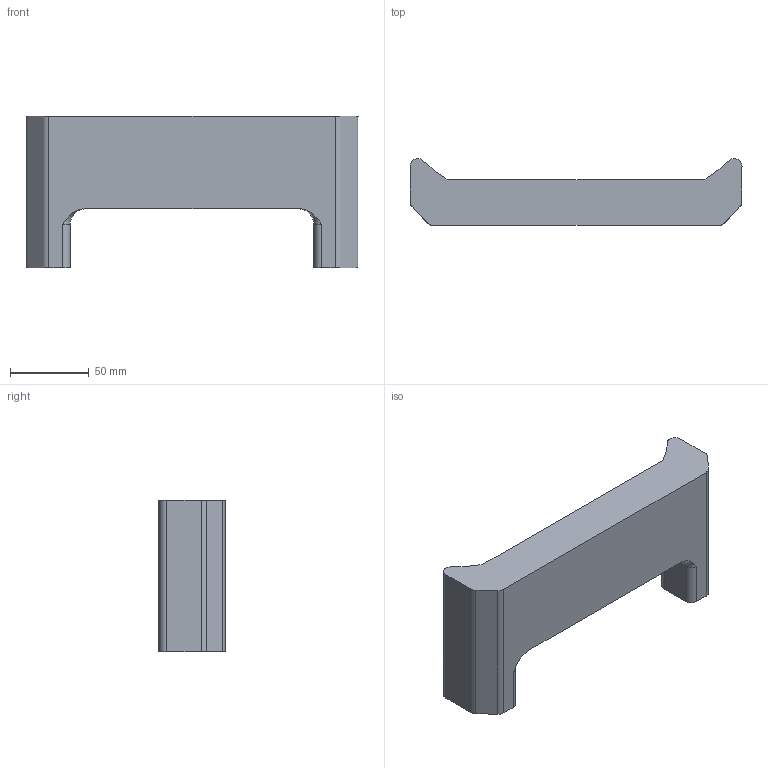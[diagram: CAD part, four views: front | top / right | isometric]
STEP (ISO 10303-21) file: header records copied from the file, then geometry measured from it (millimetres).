
FILE_DESCRIPTION (( 'STEP AP214' ), '1' );
FILE_NAME ('Thigh_Rear_Calibration_Qty1.STEP', '2026-01-04T09:22:41', ( '' ), ( '' ), 'SwSTEP 2.0', 'SolidWorks 2021', '' );
FILE_SCHEMA (( 'AUTOMOTIVE_DESIGN' ));
Length unit declared in the file: millimetre
Products named in the file (1): Ⱥ궨
Bounding box: 210.7 x 42.36 x 96 mm (x, y, z)
Volume: 438389.9 mm3; surface area: 50253.5 mm2
Topology: 1 solids, 1 shells, 34 faces, 90 edges, 58 vertices
Faces by surface type: cylinder 14, plane 12, bspline 4, torus 4
Entity records: 1333 total; most frequent: CARTESIAN_POINT 460, ORIENTED_EDGE 180, DIRECTION 172, EDGE_CURVE 90, AXIS2_PLACEMENT_3D 63, VERTEX_POINT 58, LINE 46, VECTOR 46
